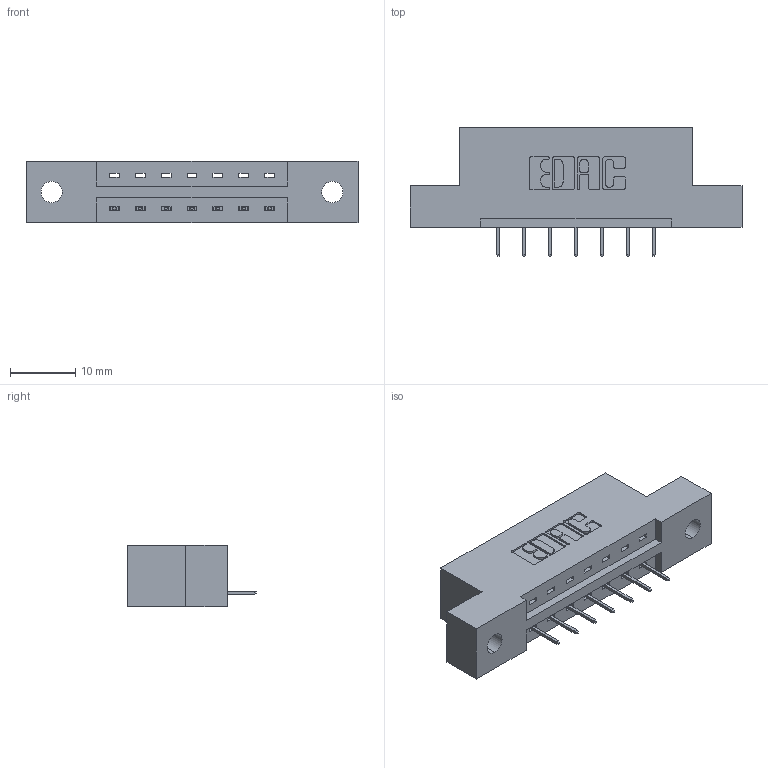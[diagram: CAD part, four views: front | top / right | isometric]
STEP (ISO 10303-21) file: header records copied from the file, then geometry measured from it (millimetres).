
FILE_DESCRIPTION (( 'STEP AP203' ), '1' );
FILE_NAME ('387-007-524-102.STEP', '2018-08-13T05:17:06', ( '' ), ( '' ), 'SwSTEP 2.0', 'SolidWorks 2016', '' );
FILE_SCHEMA (( 'CONFIG_CONTROL_DESIGN' ));
Length unit declared in the file: inch
Products named in the file (3): 345-292-001_345-293-124; 387-007-524-102; 337 Part_Flush Mounting Lugs - 0.128 Dia
Assembly tree (8 placements, depth 2):
  387-007-524-102
    337 Part_Flush Mounting Lugs - 0.128 Dia
    345-292-001_345-293-124  x7
Bounding box: 50.75 x 19.69 x 9.4 mm (x, y, z)
Volume: 4772.2 mm3; surface area: 4370 mm2
Topology: 8 solids, 8 shells, 576 faces, 1655 edges, 1074 vertices
Faces by surface type: plane 434, cylinder 142
Entity records: 9807 total; most frequent: CARTESIAN_POINT 1711, ORIENTED_EDGE 1654, DIRECTION 1513, EDGE_CURVE 827, VECTOR 703, LINE 703, VERTEX_POINT 546, AXIS2_PLACEMENT_3D 405
